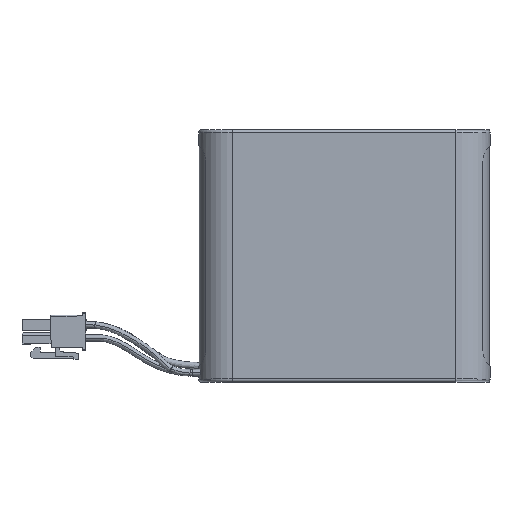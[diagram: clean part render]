
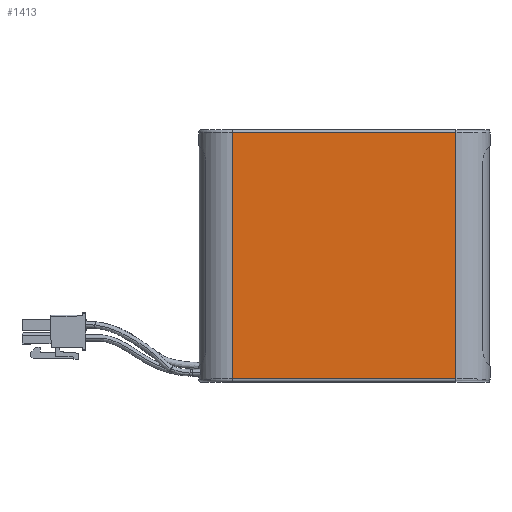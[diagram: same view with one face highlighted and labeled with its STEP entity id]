
A CAD part, top view. The second image highlights one B-rep face of the part: STEP entity #1413.
In plain terms, the highlighted planar face has unit normal (0, 0, 1).
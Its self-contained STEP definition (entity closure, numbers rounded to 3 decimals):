
#153=DIRECTION('',(1.,0.,0.));
#154=VECTOR('',#153,69.);
#155=CARTESIAN_POINT('',(-34.5,38.,11.5));
#156=LINE('',#155,#154);
#160=DIRECTION('',(0.,-1.,0.));
#161=VECTOR('',#160,76.);
#162=CARTESIAN_POINT('',(34.5,38.,11.5));
#163=LINE('',#162,#161);
#167=DIRECTION('',(-1.,0.,0.));
#168=VECTOR('',#167,69.);
#169=CARTESIAN_POINT('',(34.5,-38.,11.5));
#170=LINE('',#169,#168);
#174=DIRECTION('',(0.,-1.,0.));
#175=VECTOR('',#174,76.);
#176=CARTESIAN_POINT('',(-34.5,38.,11.5));
#177=LINE('',#176,#175);
#1203=CARTESIAN_POINT('',(34.5,38.,11.5));
#1205=VERTEX_POINT('',#1203);
#1229=CARTESIAN_POINT('',(-34.5,38.,11.5));
#1230=VERTEX_POINT('',#1229);
#1235=CARTESIAN_POINT('',(-34.5,-38.,11.5));
#1237=VERTEX_POINT('',#1235);
#1261=CARTESIAN_POINT('',(34.5,-38.,11.5));
#1262=VERTEX_POINT('',#1261);
#1399=CARTESIAN_POINT('',(-45.,-39.,11.5));
#1400=DIRECTION('',(0.,0.,1.));
#1401=DIRECTION('',(1.,0.,0.));
#1402=AXIS2_PLACEMENT_3D('',#1399,#1400,#1401);
#1403=PLANE('',#1402);
#1405=ORIENTED_EDGE('',*,*,#1404,.T.);
#1407=ORIENTED_EDGE('',*,*,#1406,.T.);
#1408=ORIENTED_EDGE('',*,*,#1393,.T.);
#1410=ORIENTED_EDGE('',*,*,#1409,.F.);
#1411=EDGE_LOOP('',(#1405,#1407,#1408,#1410));
#1412=FACE_OUTER_BOUND('',#1411,.F.);
#1413=ADVANCED_FACE('',(#1412),#1403,.T.);
#1393=EDGE_CURVE('',#1262,#1237,#170,.T.);
#1404=EDGE_CURVE('',#1230,#1205,#156,.T.);
#1406=EDGE_CURVE('',#1205,#1262,#163,.T.);
#1409=EDGE_CURVE('',#1230,#1237,#177,.T.);
